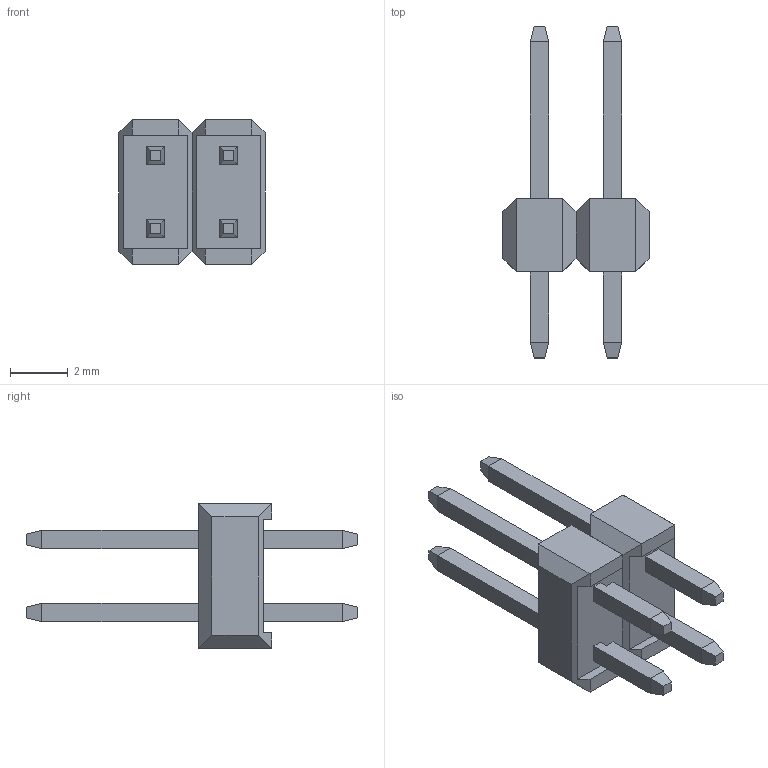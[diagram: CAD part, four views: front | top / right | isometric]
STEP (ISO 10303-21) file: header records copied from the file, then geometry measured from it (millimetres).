
FILE_DESCRIPTION (( 'STEP AP214' ), '1' );
FILE_NAME ('HEADER2X2.STEP', '2013-11-27T10:56:22', ( '' ), ( '' ), 'SwSTEP 2.0', 'SolidWorks 2012', '' );
FILE_SCHEMA (( 'AUTOMOTIVE_DESIGN' ));
Length unit declared in the file: millimetre
Products named in the file (1): HEADER2X2
Bounding box: 5.08 x 11.54 x 5.04 mm (x, y, z)
Volume: 69.1 mm3; surface area: 189 mm2
Topology: 1 solids, 1 shells, 110 faces, 248 edges, 148 vertices
Faces by surface type: plane 110
Entity records: 4180 total; most frequent: CARTESIAN_POINT 507, ORIENTED_EDGE 496, DIRECTION 470, EDGE_CURVE 248, LINE 248, VECTOR 248, VERTEX_POINT 148, EDGE_LOOP 118
